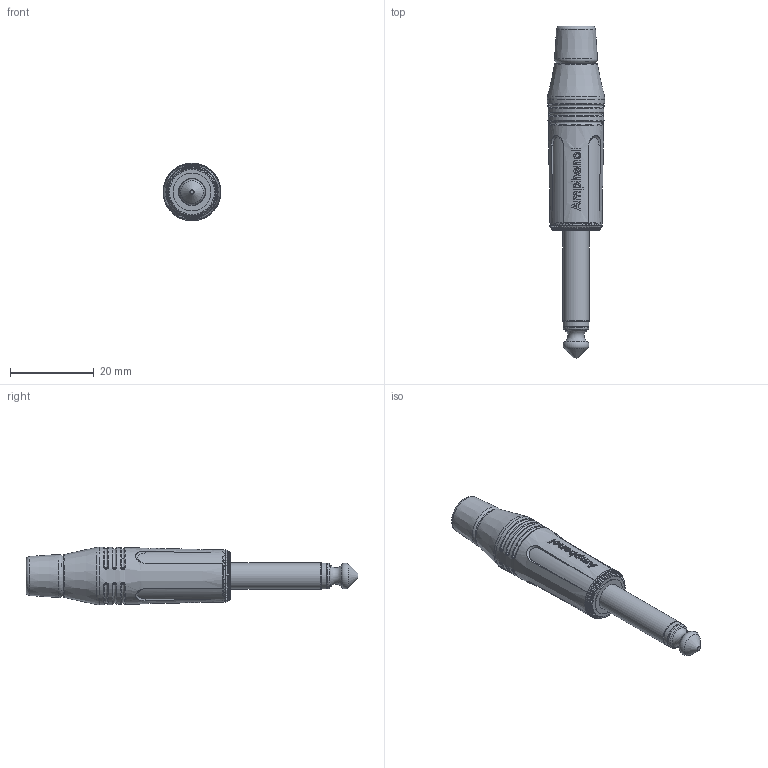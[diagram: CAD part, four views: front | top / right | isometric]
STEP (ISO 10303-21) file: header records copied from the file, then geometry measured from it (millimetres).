
FILE_DESCRIPTION(/* description */ (''),/* implementation_level */ '2;1');
FILE_NAME(/* name */ 'ACPM-GB.stp',/* time_stamp */ '2018-04-13T13:02:17+10:00',/* author */ ('minh'),/* organization */ (''),/* preprocessor_version */ 'ST-DEVELOPER v16.1',/* originating_system */ 'Autodesk Inventor 2016',/* authorisation */ '');
FILE_SCHEMA (('AUTOMOTIVE_DESIGN { 1 0 10303 214 3 1 1 }'));
Length unit declared in the file: inch
Products named in the file (1): ACPM-GB_Shrinkwrap_1
Bounding box: 13.8 x 79.1 x 13.8 mm (x, y, z)
Surface area: 2977.4 mm2 (no closed solid volume)
Topology: 0 solids, 15 shells, 390 faces, 1466 edges, 1012 vertices
Faces by surface type: plane 211, cone 87, bspline 44, torus 26, sphere 12, cylinder 10
Full cylindrical faces by diameter (mm): 4 x1, 6.15 x1, 6.2 x1, 6.32 x1, 7.9 x1, 12.4 x1
Entity records: 17376 total; most frequent: CARTESIAN_POINT 5673, ORIENTED_EDGE 2258, DIRECTION 2224, EDGE_CURVE 1398, VERTEX_POINT 980, AXIS2_PLACEMENT_3D 803, LINE 618, VECTOR 618
